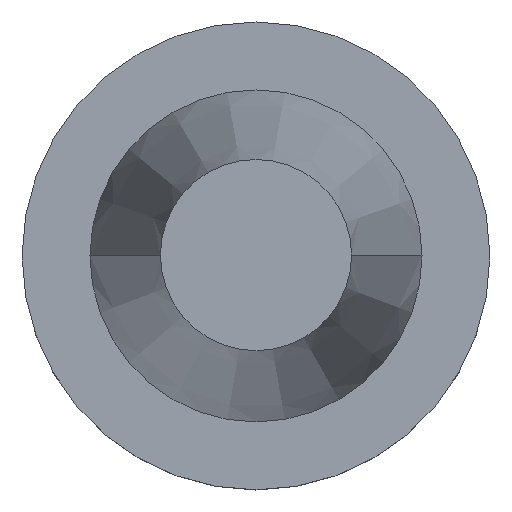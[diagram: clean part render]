
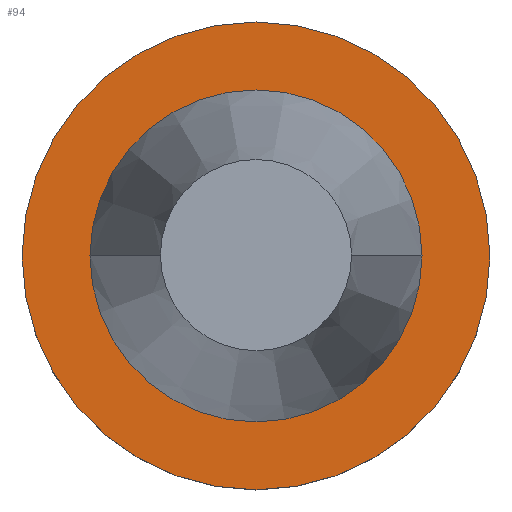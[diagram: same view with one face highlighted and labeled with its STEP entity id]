
A CAD part, top view. The second image highlights one B-rep face of the part: STEP entity #94.
In plain terms, the highlighted planar face has unit normal (0, 0, 1).
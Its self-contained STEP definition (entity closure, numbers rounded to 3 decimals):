
#2 = FACE_OUTER_BOUND ( 'NONE', #224, .T. ) ;
#21 = ORIENTED_EDGE ( 'NONE', *, *, #467, .F. ) ;
#83 = ORIENTED_EDGE ( 'NONE', *, *, #161, .T. ) ;
#94 = ADVANCED_FACE ( 'NONE', ( #343, #2 ), #340, .F. ) ;
#128 = AXIS2_PLACEMENT_3D ( 'NONE', #148, #416, #551 ) ;
#137 = DIRECTION ( 'NONE',  ( -1., 0., 0. ) ) ;
#148 = CARTESIAN_POINT ( 'NONE',  ( 0., 0., -1.5 ) ) ;
#161 = EDGE_CURVE ( 'NONE', #811, #798, #371, .T. ) ;
#224 = EDGE_LOOP ( 'NONE', ( #83, #648 ) ) ;
#240 = ORIENTED_EDGE ( 'NONE', *, *, #701, .F. ) ;
#245 = CIRCLE ( 'NONE', #838, 34.925 ) ;
#252 = EDGE_CURVE ( 'NONE', #798, #811, #285, .T. ) ;
#266 = CARTESIAN_POINT ( 'NONE',  ( 49.215, 0., -1.5 ) ) ;
#272 = DIRECTION ( 'NONE',  ( 0., 0., 1. ) ) ;
#285 = CIRCLE ( 'NONE', #128, 49.215 ) ;
#312 = DIRECTION ( 'NONE',  ( 0., 0., 1. ) ) ;
#340 = PLANE ( 'NONE',  #725 ) ;
#343 = FACE_BOUND ( 'NONE', #777, .T. ) ;
#353 = DIRECTION ( 'NONE',  ( 1., 0., 0. ) ) ;
#371 = CIRCLE ( 'NONE', #647, 49.215 ) ;
#397 = CARTESIAN_POINT ( 'NONE',  ( -49.215, 0., -1.5 ) ) ;
#416 = DIRECTION ( 'NONE',  ( 0., 0., 1. ) ) ;
#429 = DIRECTION ( 'NONE',  ( 1., 0., 0. ) ) ;
#440 = CARTESIAN_POINT ( 'NONE',  ( 0., 0., -1.5 ) ) ;
#467 = EDGE_CURVE ( 'NONE', #716, #513, #478, .T. ) ;
#478 = CIRCLE ( 'NONE', #751, 34.925 ) ;
#503 = CARTESIAN_POINT ( 'NONE',  ( 0., 0., -1.5 ) ) ;
#513 = VERTEX_POINT ( 'NONE', #639 ) ;
#551 = DIRECTION ( 'NONE',  ( 1., 0., 0. ) ) ;
#557 = DIRECTION ( 'NONE',  ( 0., 0., 1. ) ) ;
#580 = DIRECTION ( 'NONE',  ( 1., 0., 0. ) ) ;
#590 = DIRECTION ( 'NONE',  ( 0., 0., -1. ) ) ;
#600 = CARTESIAN_POINT ( 'NONE',  ( 0., 0., -1.5 ) ) ;
#639 = CARTESIAN_POINT ( 'NONE',  ( -34.925, 0., -1.5 ) ) ;
#647 = AXIS2_PLACEMENT_3D ( 'NONE', #600, #272, #353 ) ;
#648 = ORIENTED_EDGE ( 'NONE', *, *, #252, .T. ) ;
#701 = EDGE_CURVE ( 'NONE', #513, #716, #245, .T. ) ;
#716 = VERTEX_POINT ( 'NONE', #762 ) ;
#722 = CARTESIAN_POINT ( 'NONE',  ( 0., 49.215, -1.5 ) ) ;
#725 = AXIS2_PLACEMENT_3D ( 'NONE', #722, #590, #137 ) ;
#751 = AXIS2_PLACEMENT_3D ( 'NONE', #440, #312, #580 ) ;
#762 = CARTESIAN_POINT ( 'NONE',  ( 34.925, 0., -1.5 ) ) ;
#777 = EDGE_LOOP ( 'NONE', ( #21, #240 ) ) ;
#798 = VERTEX_POINT ( 'NONE', #397 ) ;
#811 = VERTEX_POINT ( 'NONE', #266 ) ;
#838 = AXIS2_PLACEMENT_3D ( 'NONE', #503, #557, #429 ) ;
